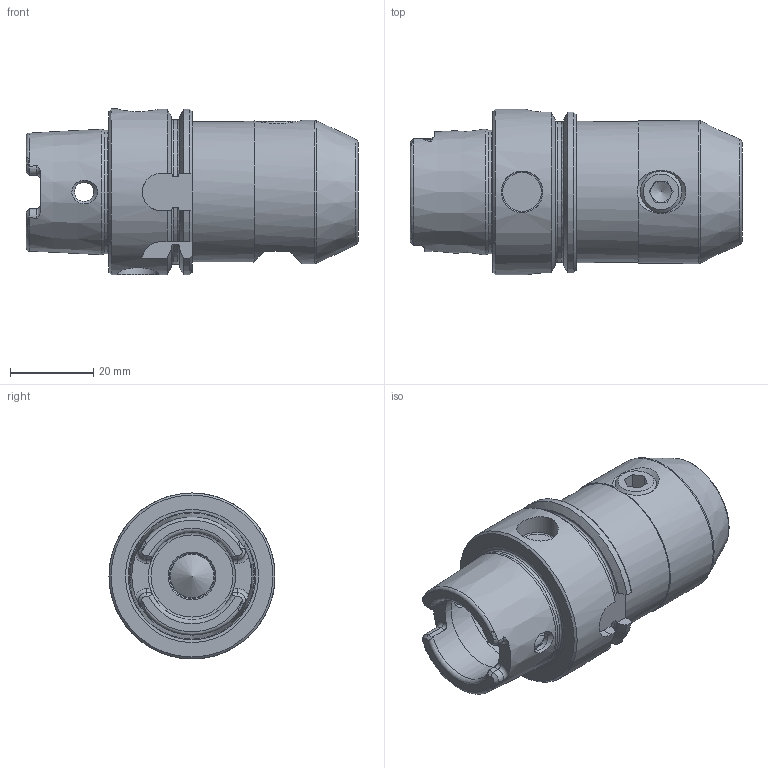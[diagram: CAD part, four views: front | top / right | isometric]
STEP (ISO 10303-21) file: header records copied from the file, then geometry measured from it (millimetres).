
FILE_DESCRIPTION( ( 'Unknown' ), '1' );
FILE_NAME( '254031030.stp', 'Unknown', ( 'Unknown' ), ( 'Unknown' ), 'PSStep 15.0.49', 'Unknown', ' ' );
FILE_SCHEMA( ( 'AUTOMOTIVE_DESIGN { 1 0 10303 214 1 1 1 1 }' ) );
Length unit declared in the file: millimetre
Products named in the file (3): 1; 2; 3
Bounding box: 80 x 40 x 40 mm (x, y, z)
Volume: 58474.3 mm3; surface area: 17233.1 mm2
Topology: 3 solids, 3 shells, 163 faces, 431 edges, 272 vertices
Faces by surface type: plane 67, cylinder 39, cone 32, torus 25
Full cylindrical faces by diameter (mm): 4.6 x2, 8.376 x1, 10 x5, 10.5 x2, 10.917 x1, 13 x1, 21 x2, 25.5 x1, 29.8 x1, 34 x1, 34.5 x1, 40 x1
Entity records: 6862 total; most frequent: CARTESIAN_POINT 1923, DIRECTION 727, ORIENTED_EDGE 710, EDGE_CURVE 355, AXIS2_PLACEMENT_3D 301, VERTEX_POINT 250, EDGE_LOOP 220, FACE_OUTER_BOUND 193
